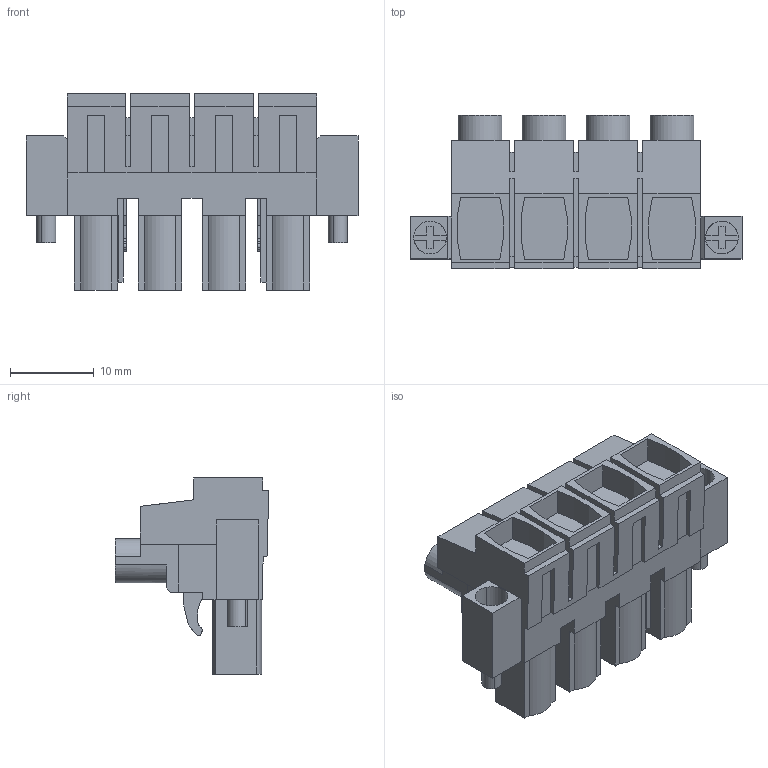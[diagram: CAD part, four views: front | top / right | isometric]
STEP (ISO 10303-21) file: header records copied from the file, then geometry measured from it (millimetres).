
FILE_DESCRIPTION(('CATIA V5 STEP Exchange','CAx-IF Rec.Pracs.--- Model Styling and Organization---1.2---2011-12-15'),'2;1');
FILE_NAME ('6369427_2_1095700000_1095700000.stp','2017-06-08T10:36:05+00:00',('none'),('Weidmueller'),'CATIA Version 5-6 Release 2014','CATIA V5 STEP AP214','none');
FILE_SCHEMA(('AUTOMOTIVE_DESIGN { 1 0 10303 214 1 1 1 1 }'));
Length unit declared in the file: millimetre
Products named in the file (1): 1095700000
Bounding box: 39.54 x 18.28 x 23.35 mm (x, y, z)
Volume: 5918.1 mm3; surface area: 5312.7 mm2
Topology: 7 solids, 7 shells, 464 faces, 1290 edges, 862 vertices
Faces by surface type: plane 380, cylinder 76, extrusion 8
Entity records: 14023 total; most frequent: CARTESIAN_POINT 2705, ORIENTED_EDGE 2580, DIRECTION 1891, EDGE_CURVE 1290, VECTOR 1079, LINE 1071, VERTEX_POINT 862, AXIS2_PLACEMENT_3D 493
